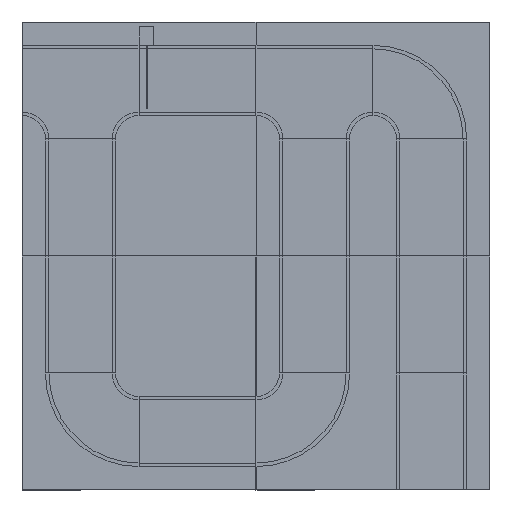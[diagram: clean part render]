
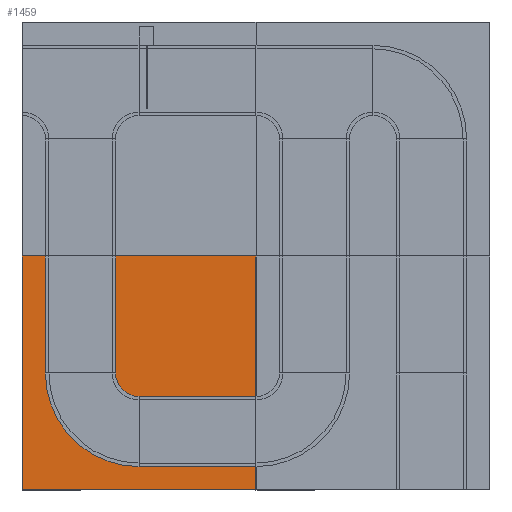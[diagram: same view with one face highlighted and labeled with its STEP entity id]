
A CAD part, top view. The second image highlights one B-rep face of the part: STEP entity #1459.
In plain terms, the highlighted planar face has unit normal (0, 0, 1).
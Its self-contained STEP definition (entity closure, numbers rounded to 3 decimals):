
#295=FACE_OUTER_BOUND('',#374,.T.);
#374=EDGE_LOOP('',(#1056,#1057,#1058,#1059));
#452=LINE('',#2369,#602);
#455=LINE('',#2375,#605);
#458=LINE('',#2381,#608);
#461=LINE('',#2385,#611);
#602=VECTOR('',#1899,10.);
#605=VECTOR('',#1904,10.);
#608=VECTOR('',#1909,10.);
#611=VECTOR('',#1914,10.);
#752=VERTEX_POINT('',#2366);
#753=VERTEX_POINT('',#2368);
#755=VERTEX_POINT('',#2374);
#757=VERTEX_POINT('',#2380);
#868=EDGE_CURVE('',#753,#752,#452,.T.);
#871=EDGE_CURVE('',#755,#753,#455,.T.);
#874=EDGE_CURVE('',#757,#755,#458,.T.);
#877=EDGE_CURVE('',#752,#757,#461,.T.);
#1056=ORIENTED_EDGE('',*,*,#877,.T.);
#1057=ORIENTED_EDGE('',*,*,#874,.T.);
#1058=ORIENTED_EDGE('',*,*,#871,.T.);
#1059=ORIENTED_EDGE('',*,*,#868,.T.);
#1392=PLANE('',#1736);
#1459=ADVANCED_FACE('',(#295),#1392,.T.);
#1736=AXIS2_PLACEMENT_3D('',#2386,#1915,#1916);
#1899=DIRECTION('',(1.,0.,0.));
#1904=DIRECTION('',(0.,-1.,0.));
#1909=DIRECTION('',(-1.,0.,0.));
#1914=DIRECTION('',(0.,1.,0.));
#1915=DIRECTION('center_axis',(0.,0.,1.));
#1916=DIRECTION('ref_axis',(1.,0.,0.));
#2366=CARTESIAN_POINT('',(1000.,0.,10.));
#2368=CARTESIAN_POINT('',(0.,0.,10.));
#2369=CARTESIAN_POINT('',(1000.,0.,10.));
#2374=CARTESIAN_POINT('',(0.,1000.,10.));
#2375=CARTESIAN_POINT('',(0.,0.,10.));
#2380=CARTESIAN_POINT('',(1000.,1000.,10.));
#2381=CARTESIAN_POINT('',(0.,1000.,10.));
#2385=CARTESIAN_POINT('',(1000.,1000.,10.));
#2386=CARTESIAN_POINT('Origin',(500.,500.,10.));
